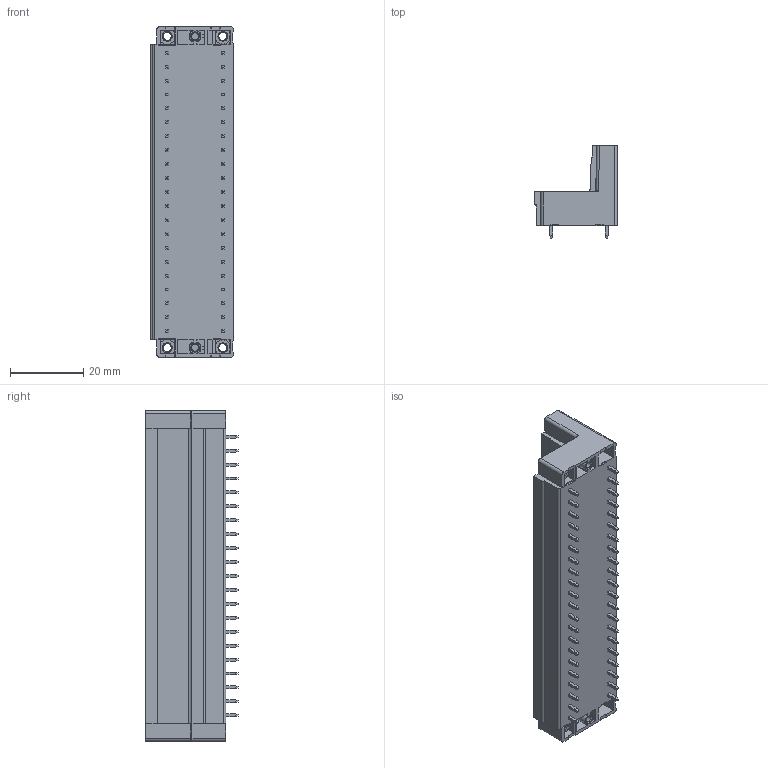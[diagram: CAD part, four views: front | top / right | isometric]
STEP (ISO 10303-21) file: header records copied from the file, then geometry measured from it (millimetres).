
FILE_DESCRIPTION((''),'2;1');
FILE_NAME('TLPHDW-105V-1','2024-09-23T11:50:01',('sheji109'),(''),'CREO PARAMETRIC BY PTC INC, 2018100','CREO PARAMETRIC BY PTC INC, 2018100','');
FILE_SCHEMA(('CONFIG_CONTROL_DESIGN'));
Products named in the file (1): TLPHDW-105V-1
Bounding box: 22.7 x 25.4 x 90.4 mm (x, y, z)
Volume: 20298.9 mm3; surface area: 20793 mm2
Topology: 1 solids, 1 shells, 2572 faces, 6631 edges, 4223 vertices
Faces by surface type: plane 2276, cylinder 223, cone 50, sphere 21, bspline 2
Entity records: 76758 total; most frequent: CARTESIAN_POINT 13934, ORIENTED_EDGE 13220, DIRECTION 12298, EDGE_CURVE 6610, VECTOR 5832, LINE 5832, VERTEX_POINT 4223, AXIS2_PLACEMENT_3D 3233
